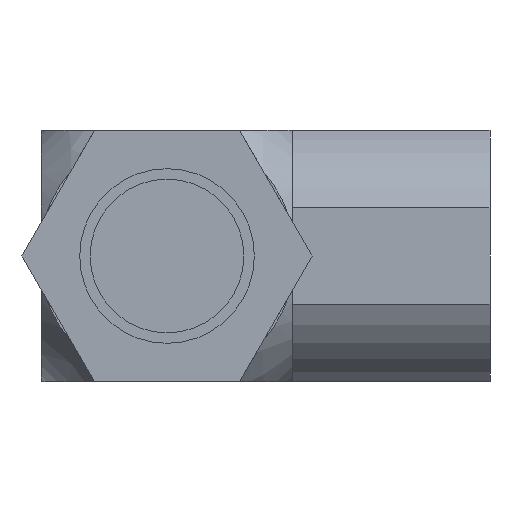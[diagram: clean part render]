
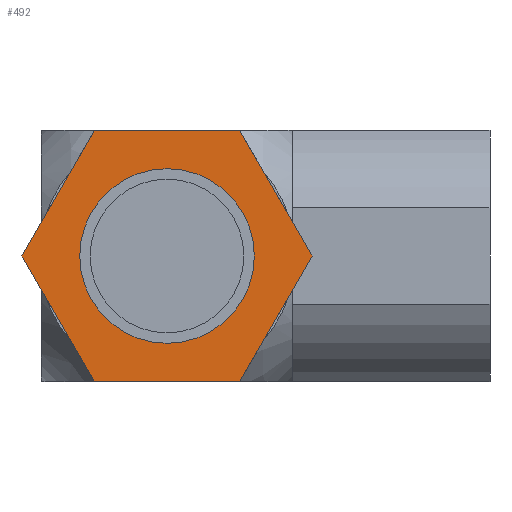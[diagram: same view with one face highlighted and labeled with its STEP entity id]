
A CAD part, front view. The second image highlights one B-rep face of the part: STEP entity #492.
In plain terms, the highlighted planar face has unit normal (0, -1, 0).
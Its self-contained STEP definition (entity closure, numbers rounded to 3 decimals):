
#80 = VECTOR ( 'NONE', #304, 1000. ) ;
#94 = VECTOR ( 'NONE', #152, 1000. ) ;
#147 = CARTESIAN_POINT ( 'NONE',  ( 4.041, -12., 7. ) ) ;
#152 = DIRECTION ( 'NONE',  ( 0.5, 0., 0.866 ) ) ;
#216 = DIRECTION ( 'NONE',  ( 0., -1., 0. ) ) ;
#222 = CARTESIAN_POINT ( 'NONE',  ( -4.041, -12., -7. ) ) ;
#245 = PLANE ( 'NONE',  #1626 ) ;
#304 = DIRECTION ( 'NONE',  ( -0.5, 0., 0.866 ) ) ;
#349 = AXIS2_PLACEMENT_3D ( 'NONE', #456, #216, #2356 ) ;
#351 = LINE ( 'NONE', #1498, #2287 ) ;
#411 = LINE ( 'NONE', #147, #2301 ) ;
#415 = CARTESIAN_POINT ( 'NONE',  ( -8.083, -12., 0. ) ) ;
#433 = VERTEX_POINT ( 'NONE', #1084 ) ;
#456 = CARTESIAN_POINT ( 'NONE',  ( 0., -12., 0. ) ) ;
#470 = ORIENTED_EDGE ( 'NONE', *, *, #1357, .F. ) ;
#478 = VERTEX_POINT ( 'NONE', #1944 ) ;
#490 = DIRECTION ( 'NONE',  ( 1., 0., 0. ) ) ;
#492 = ADVANCED_FACE ( 'NONE', ( #1880, #2071 ), #245, .F. ) ;
#541 = CARTESIAN_POINT ( 'NONE',  ( 8.083, -12., 0. ) ) ;
#552 = CARTESIAN_POINT ( 'NONE',  ( -4.041, -12., -7. ) ) ;
#575 = ORIENTED_EDGE ( 'NONE', *, *, #758, .F. ) ;
#621 = EDGE_CURVE ( 'NONE', #1383, #1250, #1138, .T. ) ;
#661 = DIRECTION ( 'NONE',  ( -1., 0., 0. ) ) ;
#671 = AXIS2_PLACEMENT_3D ( 'NONE', #1746, #1504, #1262 ) ;
#697 = EDGE_CURVE ( 'NONE', #433, #1531, #1145, .T. ) ;
#739 = CARTESIAN_POINT ( 'NONE',  ( -4.041, -12., 7. ) ) ;
#758 = EDGE_CURVE ( 'NONE', #1531, #1383, #799, .T. ) ;
#799 = LINE ( 'NONE', #552, #80 ) ;
#908 = CARTESIAN_POINT ( 'NONE',  ( 4.041, -12., -7. ) ) ;
#909 = EDGE_LOOP ( 'NONE', ( #470, #1020 ) ) ;
#921 = ORIENTED_EDGE ( 'NONE', *, *, #697, .F. ) ;
#929 = VERTEX_POINT ( 'NONE', #541 ) ;
#955 = VECTOR ( 'NONE', #490, 1000. ) ;
#984 = LINE ( 'NONE', #739, #955 ) ;
#1008 = ORIENTED_EDGE ( 'NONE', *, *, #621, .F. ) ;
#1020 = ORIENTED_EDGE ( 'NONE', *, *, #1081, .F. ) ;
#1073 = CARTESIAN_POINT ( 'NONE',  ( -8.083, -12., 0. ) ) ;
#1081 = EDGE_CURVE ( 'NONE', #478, #1482, #1448, .T. ) ;
#1084 = CARTESIAN_POINT ( 'NONE',  ( 4.041, -12., -7. ) ) ;
#1138 = LINE ( 'NONE', #415, #94 ) ;
#1145 = LINE ( 'NONE', #908, #1362 ) ;
#1250 = VERTEX_POINT ( 'NONE', #1845 ) ;
#1254 = DIRECTION ( 'NONE',  ( -0.5, 0., -0.866 ) ) ;
#1262 = DIRECTION ( 'NONE',  ( 0., 0., 1. ) ) ;
#1294 = EDGE_LOOP ( 'NONE', ( #1537, #1331, #1008, #575, #921, #1872 ) ) ;
#1331 = ORIENTED_EDGE ( 'NONE', *, *, #2223, .F. ) ;
#1357 = EDGE_CURVE ( 'NONE', #1482, #478, #1642, .T. ) ;
#1362 = VECTOR ( 'NONE', #661, 1000. ) ;
#1369 = EDGE_CURVE ( 'NONE', #1395, #929, #411, .T. ) ;
#1383 = VERTEX_POINT ( 'NONE', #1073 ) ;
#1395 = VERTEX_POINT ( 'NONE', #2239 ) ;
#1448 = CIRCLE ( 'NONE', #671, 4.864 ) ;
#1482 = VERTEX_POINT ( 'NONE', #1921 ) ;
#1498 = CARTESIAN_POINT ( 'NONE',  ( 8.083, -12., 0. ) ) ;
#1504 = DIRECTION ( 'NONE',  ( 0., -1., 0. ) ) ;
#1531 = VERTEX_POINT ( 'NONE', #222 ) ;
#1537 = ORIENTED_EDGE ( 'NONE', *, *, #1369, .F. ) ;
#1588 = EDGE_CURVE ( 'NONE', #929, #433, #351, .T. ) ;
#1626 = AXIS2_PLACEMENT_3D ( 'NONE', #2387, #2136, #1888 ) ;
#1642 = CIRCLE ( 'NONE', #349, 4.864 ) ;
#1746 = CARTESIAN_POINT ( 'NONE',  ( 0., -12., 0. ) ) ;
#1845 = CARTESIAN_POINT ( 'NONE',  ( -4.041, -12., 7. ) ) ;
#1872 = ORIENTED_EDGE ( 'NONE', *, *, #1588, .F. ) ;
#1880 = FACE_OUTER_BOUND ( 'NONE', #1294, .T. ) ;
#1888 = DIRECTION ( 'NONE',  ( 0., 0., 1. ) ) ;
#1921 = CARTESIAN_POINT ( 'NONE',  ( 0., -12., 4.864 ) ) ;
#1944 = CARTESIAN_POINT ( 'NONE',  ( 0., -12., -4.864 ) ) ;
#2071 = FACE_BOUND ( 'NONE', #909, .T. ) ;
#2136 = DIRECTION ( 'NONE',  ( 0., 1., 0. ) ) ;
#2223 = EDGE_CURVE ( 'NONE', #1250, #1395, #984, .T. ) ;
#2239 = CARTESIAN_POINT ( 'NONE',  ( 4.041, -12., 7. ) ) ;
#2287 = VECTOR ( 'NONE', #1254, 1000. ) ;
#2293 = DIRECTION ( 'NONE',  ( 0.5, 0., -0.866 ) ) ;
#2301 = VECTOR ( 'NONE', #2293, 1000. ) ;
#2356 = DIRECTION ( 'NONE',  ( 0., 0., 1. ) ) ;
#2387 = CARTESIAN_POINT ( 'NONE',  ( 0., -12., 0. ) ) ;
